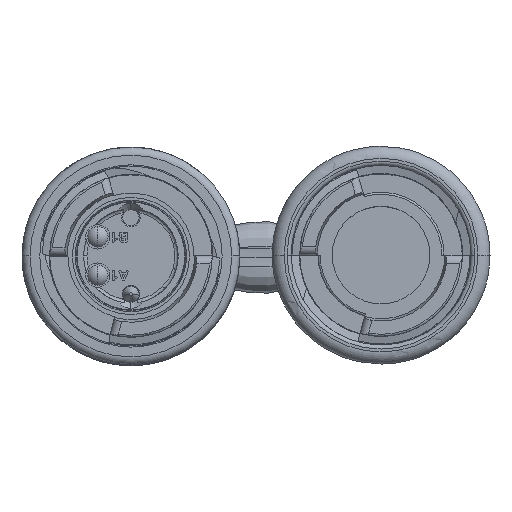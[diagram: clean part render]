
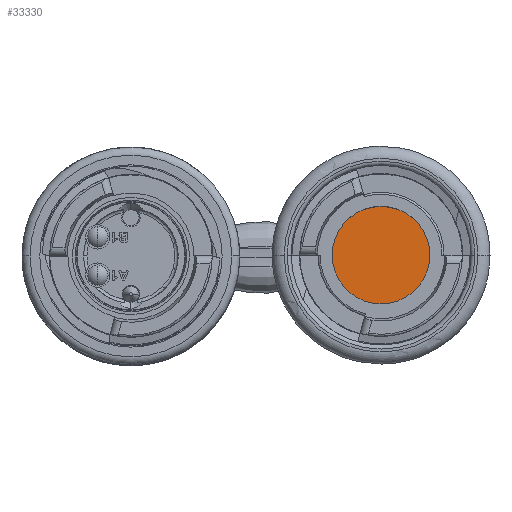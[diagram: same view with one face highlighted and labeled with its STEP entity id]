
A CAD part, top view. The second image highlights one B-rep face of the part: STEP entity #33330.
In plain terms, the highlighted planar face has unit normal (0, 0, 1).
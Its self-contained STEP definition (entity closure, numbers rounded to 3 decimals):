
#622 = AXIS2_PLACEMENT_3D ( 'NONE', #14805, #23141, #40139 ) ;
#1868 = FACE_OUTER_BOUND ( 'NONE', #11228, .T. ) ;
#7044 = CIRCLE ( 'NONE', #38117, 6.05 ) ;
#8549 = VERTEX_POINT ( 'NONE', #25180 ) ;
#9249 = DIRECTION ( 'NONE',  ( 1., 0., 0. ) ) ;
#11228 = EDGE_LOOP ( 'NONE', ( #24127, #24611 ) ) ;
#11275 = CARTESIAN_POINT ( 'NONE',  ( 27.501, 0.045, 43.45 ) ) ;
#14805 = CARTESIAN_POINT ( 'NONE',  ( 31., 0., 43.45 ) ) ;
#17702 = VERTEX_POINT ( 'NONE', #49697 ) ;
#23141 = DIRECTION ( 'NONE',  ( 0., 0., 1. ) ) ;
#24040 = DIRECTION ( 'NONE',  ( -1., 0., 0. ) ) ;
#24127 = ORIENTED_EDGE ( 'NONE', *, *, #26592, .T. ) ;
#24611 = ORIENTED_EDGE ( 'NONE', *, *, #30167, .T. ) ;
#25180 = CARTESIAN_POINT ( 'NONE',  ( 37.05, 0., 43.45 ) ) ;
#26592 = EDGE_CURVE ( 'NONE', #17702, #8549, #48643, .T. ) ;
#30167 = EDGE_CURVE ( 'NONE', #8549, #17702, #7044, .T. ) ;
#30655 = DIRECTION ( 'NONE',  ( 0., 0., 1. ) ) ;
#33330 = ADVANCED_FACE ( 'NONE', ( #1868 ), #45273, .T. ) ;
#33744 = AXIS2_PLACEMENT_3D ( 'NONE', #11275, #36617, #24040 ) ;
#36617 = DIRECTION ( 'NONE',  ( 0., 0., 1. ) ) ;
#38117 = AXIS2_PLACEMENT_3D ( 'NONE', #46854, #30655, #9249 ) ;
#40139 = DIRECTION ( 'NONE',  ( 1., 0., 0. ) ) ;
#45273 = PLANE ( 'NONE',  #33744 ) ;
#46854 = CARTESIAN_POINT ( 'NONE',  ( 31., 0., 43.45 ) ) ;
#48643 = CIRCLE ( 'NONE', #622, 6.05 ) ;
#49697 = CARTESIAN_POINT ( 'NONE',  ( 24.95, 0., 43.45 ) ) ;
